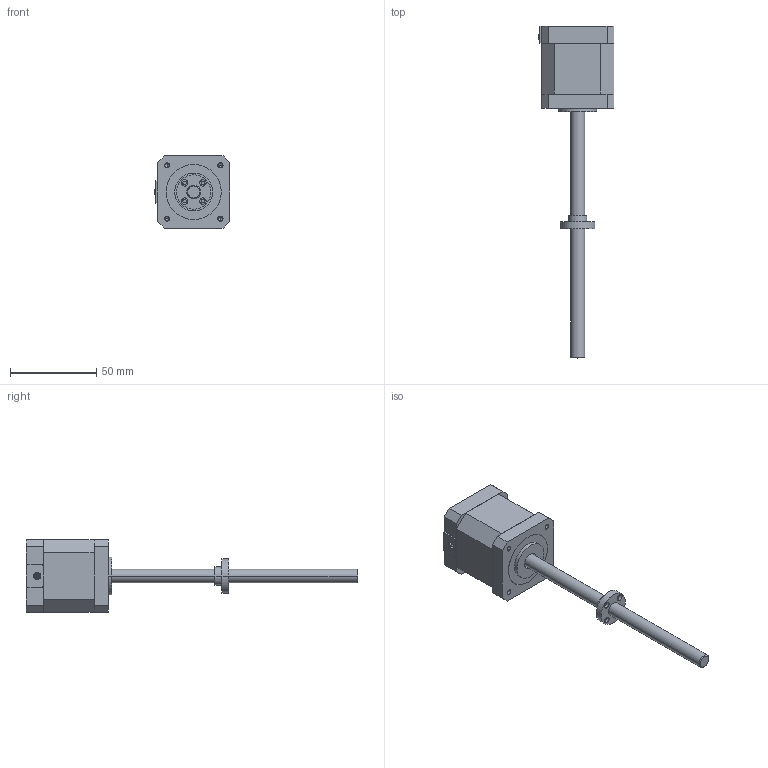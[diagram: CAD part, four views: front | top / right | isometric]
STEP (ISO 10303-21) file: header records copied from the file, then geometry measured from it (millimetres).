
FILE_DESCRIPTION((''),'2;1');
FILE_NAME('MT17HE19023M4A1_ASM','2017-04-18T',('Matteo Maccalli'),(''),'PRO/ENGINEER BY PARAMETRIC TECHNOLOGY CORPORATION, 2006320','PRO/ENGINEER BY PARAMETRIC TECHNOLOGY CORPORATION, 2006320','');
FILE_SCHEMA(('AUTOMOTIVE_DESIGN_CC2 { 1 2 10303 214 -1 1 5 2 }'));
Length unit declared in the file: millimetre
Products named in the file (6): FRONT_FLANGE_MT17HE_H8E2_QUADR; STACK_MT17HE18_H29E5; REAR_FLANGE_MT17HE_QUADR_NO_CON; FRONT_SHAFT_MT17HE_L145; EXTERNAL_NUT_SCASSO_X_VITI; MT17HE19023M4A1_ASM
Assembly tree (5 placements, depth 2):
  MT17HE19023M4A1_ASM
    FRONT_FLANGE_MT17HE_H8E2_QUADR
    STACK_MT17HE18_H29E5
    REAR_FLANGE_MT17HE_QUADR_NO_CON
    FRONT_SHAFT_MT17HE_L145
    EXTERNAL_NUT_SCASSO_X_VITI
Bounding box: 44 x 192.7 x 42 mm (x, y, z)
Volume: 88567.3 mm3; surface area: 23881 mm2
Topology: 5 solids, 13 shells, 150 faces, 360 edges, 238 vertices
Faces by surface type: cylinder 80, plane 60, cone 10
Entity records: 6019 total; most frequent: DIRECTION 860, CARTESIAN_POINT 755, ORIENTED_EDGE 672, PRESENTATION_STYLE_ASSIGNMENT 393, STYLED_ITEM 373, CURVE_STYLE 352, EDGE_CURVE 352, AXIS2_PLACEMENT_3D 343
